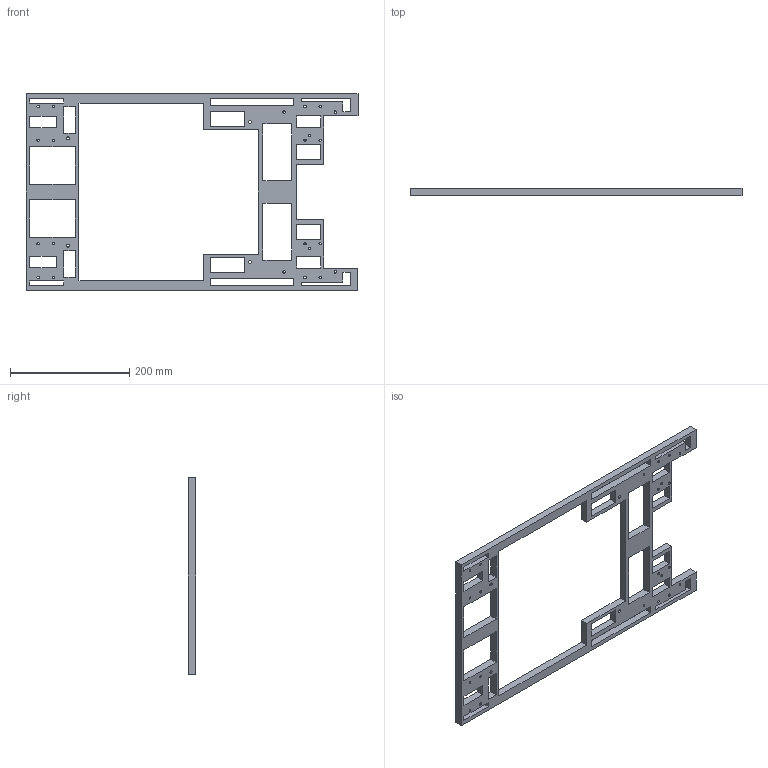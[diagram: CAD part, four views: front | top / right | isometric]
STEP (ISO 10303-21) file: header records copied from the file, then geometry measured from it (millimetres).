
FILE_DESCRIPTION (( 'STEP AP214' ), '1' );
FILE_NAME ('1-Frame-1 inch Thick.STEP', '2022-02-12T23:16:47', ( '' ), ( '' ), 'SwSTEP 2.0', 'SolidWorks 2021', '' );
FILE_SCHEMA (( 'AUTOMOTIVE_DESIGN' ));
Length unit declared in the file: inch
Products named in the file (1): 1-Frame-1 inch Thick
Bounding box: 556.89 x 12.7 x 330.2 mm (x, y, z)
Volume: 619424 mm3; surface area: 190082.4 mm2
Topology: 1 solids, 1 shells, 158 faces, 468 edges, 312 vertices
Faces by surface type: plane 106, cylinder 52
Entity records: 6375 total; most frequent: CARTESIAN_POINT 939, ORIENTED_EDGE 936, DIRECTION 890, EDGE_CURVE 468, VECTOR 364, LINE 364, VERTEX_POINT 312, AXIS2_PLACEMENT_3D 263
